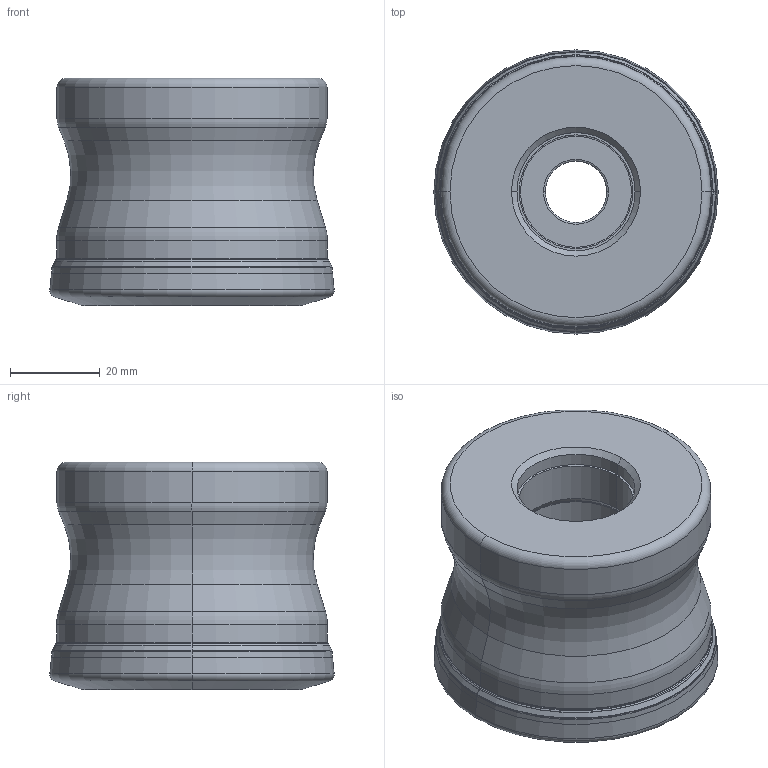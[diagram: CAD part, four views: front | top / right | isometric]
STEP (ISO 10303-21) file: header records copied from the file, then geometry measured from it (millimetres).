
FILE_DESCRIPTION(/* description */ (''),/* implementation_level */ '2;1');
FILE_NAME(/* name */ 'WJX14UR2_5005CA_IR0_059.stp',/* time_stamp */ '2019-02-12T19:00:09+09:00',/* author */ (''),/* organization */ (''),/* preprocessor_version */ 'ST-DEVELOPER v16',/* originating_system */ 'SIEMENS PLM Software NX 10.0',/* authorisation */ '');
FILE_SCHEMA (('AUTOMOTIVE_DESIGN { 1 0 10303 214 3 1 1 1 }'));
Length unit declared in the file: millimetre
Products named in the file (1): WJX14UR2_5005CA_IR0_059_ASM
Bounding box: 63.49 x 63.49 x 50.8 mm (x, y, z)
Volume: 133909.4 mm3; surface area: 24567.8 mm2
Topology: 2 solids, 2 shells, 134 faces, 268 edges, 140 vertices
Faces by surface type: revolution 64, cone 24, torus 24, cylinder 14, plane 6, bspline 2
Entity records: 4622 total; most frequent: CARTESIAN_POINT 1772, DIRECTION 594, ORIENTED_EDGE 536, EDGE_CURVE 268, AXIS2_PLACEMENT_3D 246, CIRCLE 166, EDGE_LOOP 140, VERTEX_POINT 140
